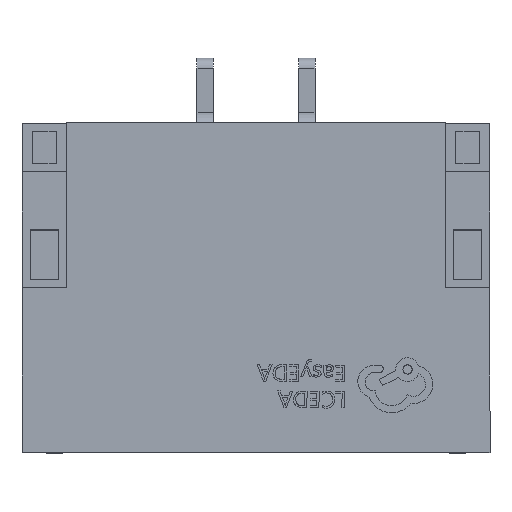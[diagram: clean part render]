
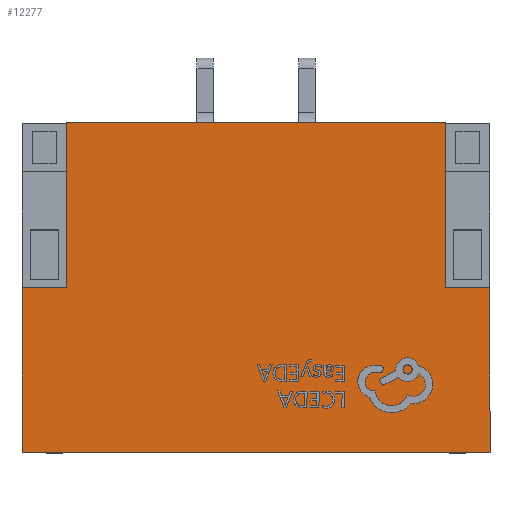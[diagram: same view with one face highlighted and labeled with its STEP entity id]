
A CAD part, top view. The second image highlights one B-rep face of the part: STEP entity #12277.
In plain terms, the highlighted planar face has unit normal (0, 0, 1).
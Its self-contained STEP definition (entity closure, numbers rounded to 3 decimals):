
#269 = DIRECTION ( 'NONE',  ( 0., 1., 0. ) ) ;
#679 = VERTEX_POINT ( 'NONE', #1697 ) ;
#688 = DIRECTION ( 'NONE',  ( -1., 0., 0. ) ) ;
#1282 = CARTESIAN_POINT ( 'NONE',  ( -2.25, -1.012, 4.25 ) ) ;
#1412 = VERTEX_POINT ( 'NONE', #20942 ) ;
#1679 = DIRECTION ( 'NONE',  ( 1., 0., 0. ) ) ;
#1690 = LINE ( 'NONE', #15027, #7139 ) ;
#1697 = CARTESIAN_POINT ( 'NONE',  ( -1.7, 1.013, 4.25 ) ) ;
#2107 = VERTEX_POINT ( 'NONE', #9405 ) ;
#2486 = ORIENTED_EDGE ( 'NONE', *, *, #7460, .T. ) ;
#2833 = EDGE_CURVE ( 'NONE', #4155, #11976, #21695, .T. ) ;
#3928 = EDGE_LOOP ( 'NONE', ( #17288, #14321, #11935, #11832, #7867, #2486, #4323, #10858 ) ) ;
#3935 = VECTOR ( 'NONE', #15671, 1000. ) ;
#4155 = VERTEX_POINT ( 'NONE', #1282 ) ;
#4323 = ORIENTED_EDGE ( 'NONE', *, *, #2833, .T. ) ;
#4334 = DIRECTION ( 'NONE',  ( 0., 1., 0. ) ) ;
#4454 = LINE ( 'NONE', #23543, #23651 ) ;
#4549 = LINE ( 'NONE', #8520, #8038 ) ;
#5017 = DIRECTION ( 'NONE',  ( 0., 0., 1. ) ) ;
#5568 = DIRECTION ( 'NONE',  ( 1., 0., 0. ) ) ;
#5623 = CARTESIAN_POINT ( 'NONE',  ( -2.25, -3.037, 4.25 ) ) ;
#6378 = EDGE_CURVE ( 'NONE', #9385, #2107, #8052, .T. ) ;
#6797 = CARTESIAN_POINT ( 'NONE',  ( 2.95, -1.012, 4.25 ) ) ;
#7139 = VECTOR ( 'NONE', #5568, 1000. ) ;
#7460 = EDGE_CURVE ( 'NONE', #1412, #4155, #20759, .T. ) ;
#7867 = ORIENTED_EDGE ( 'NONE', *, *, #19472, .F. ) ;
#8038 = VECTOR ( 'NONE', #688, 1000. ) ;
#8052 = LINE ( 'NONE', #17536, #15821 ) ;
#8520 = CARTESIAN_POINT ( 'NONE',  ( -2.25, 1.012, 4.25 ) ) ;
#9385 = VERTEX_POINT ( 'NONE', #18563 ) ;
#9405 = CARTESIAN_POINT ( 'NONE',  ( 2.95, 1.012, 4.25 ) ) ;
#9593 = CARTESIAN_POINT ( 'NONE',  ( -1.7, -1.012, 4.25 ) ) ;
#9595 = CARTESIAN_POINT ( 'NONE',  ( 3.5, -1.012, 4.25 ) ) ;
#9682 = VECTOR ( 'NONE', #1679, 1000. ) ;
#9775 = EDGE_CURVE ( 'NONE', #11976, #11053, #1690, .T. ) ;
#10858 = ORIENTED_EDGE ( 'NONE', *, *, #9775, .T. ) ;
#10859 = FACE_OUTER_BOUND ( 'NONE', #3928, .T. ) ;
#10941 = VECTOR ( 'NONE', #18862, 1000. ) ;
#11053 = VERTEX_POINT ( 'NONE', #17729 ) ;
#11832 = ORIENTED_EDGE ( 'NONE', *, *, #17881, .T. ) ;
#11935 = ORIENTED_EDGE ( 'NONE', *, *, #6378, .T. ) ;
#11976 = VERTEX_POINT ( 'NONE', #5623 ) ;
#12183 = CARTESIAN_POINT ( 'NONE',  ( -2.25, 1.012, 4.25 ) ) ;
#12277 = ADVANCED_FACE ( 'NONE', ( #10859 ), #14485, .T. ) ;
#12768 = LINE ( 'NONE', #6797, #9682 ) ;
#14321 = ORIENTED_EDGE ( 'NONE', *, *, #23286, .F. ) ;
#14485 = PLANE ( 'NONE',  #18356 ) ;
#15027 = CARTESIAN_POINT ( 'NONE',  ( -2.25, -3.037, 4.25 ) ) ;
#15671 = DIRECTION ( 'NONE',  ( 0., -1., 0. ) ) ;
#15821 = VECTOR ( 'NONE', #4334, 1000. ) ;
#17279 = VERTEX_POINT ( 'NONE', #9595 ) ;
#17288 = ORIENTED_EDGE ( 'NONE', *, *, #19898, .T. ) ;
#17354 = LINE ( 'NONE', #23348, #24495 ) ;
#17536 = CARTESIAN_POINT ( 'NONE',  ( 2.95, 1.013, 4.25 ) ) ;
#17729 = CARTESIAN_POINT ( 'NONE',  ( 3.5, -3.037, 4.25 ) ) ;
#17881 = EDGE_CURVE ( 'NONE', #2107, #679, #4549, .T. ) ;
#18356 = AXIS2_PLACEMENT_3D ( 'NONE', #21774, #5017, #20001 ) ;
#18563 = CARTESIAN_POINT ( 'NONE',  ( 2.95, -1.012, 4.25 ) ) ;
#18862 = DIRECTION ( 'NONE',  ( -1., 0., 0. ) ) ;
#19472 = EDGE_CURVE ( 'NONE', #1412, #679, #4454, .T. ) ;
#19807 = DIRECTION ( 'NONE',  ( 0., 1., 0. ) ) ;
#19898 = EDGE_CURVE ( 'NONE', #11053, #17279, #17354, .T. ) ;
#20001 = DIRECTION ( 'NONE',  ( 1., 0., 0. ) ) ;
#20759 = LINE ( 'NONE', #9593, #10941 ) ;
#20942 = CARTESIAN_POINT ( 'NONE',  ( -1.7, -1.012, 4.25 ) ) ;
#21695 = LINE ( 'NONE', #12183, #3935 ) ;
#21774 = CARTESIAN_POINT ( 'NONE',  ( 0., 0., 4.25 ) ) ;
#23286 = EDGE_CURVE ( 'NONE', #9385, #17279, #12768, .T. ) ;
#23348 = CARTESIAN_POINT ( 'NONE',  ( 3.5, 1.012, 4.25 ) ) ;
#23543 = CARTESIAN_POINT ( 'NONE',  ( -1.7, 1.013, 4.25 ) ) ;
#23651 = VECTOR ( 'NONE', #19807, 1000. ) ;
#24495 = VECTOR ( 'NONE', #269, 1000. ) ;
